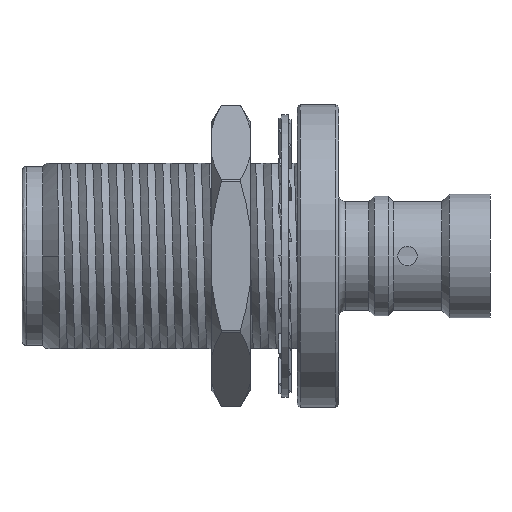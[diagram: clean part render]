
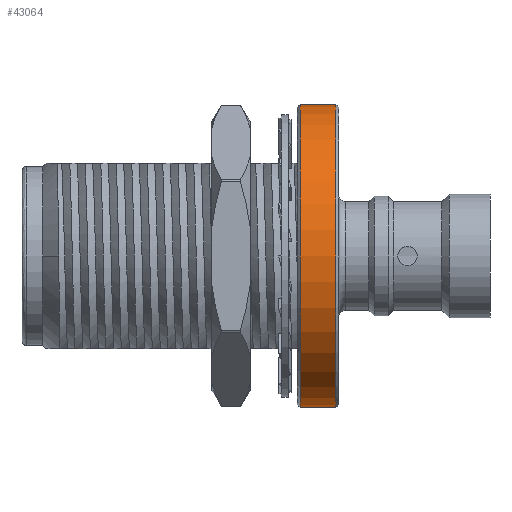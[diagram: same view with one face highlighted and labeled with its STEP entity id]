
A CAD part, front view. The second image highlights one B-rep face of the part: STEP entity #43064.
In plain terms, the highlighted cylindrical face has radius 11 mm (diameter 22 mm), a partial arc.
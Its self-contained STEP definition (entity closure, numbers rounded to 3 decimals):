
#1343 = ORIENTED_EDGE ( 'NONE', *, *, #27159, .T. ) ;
#3861 = CYLINDRICAL_SURFACE ( 'NONE', #17872, 11. ) ;
#4390 = DIRECTION ( 'NONE',  ( 1., 0., 0. ) ) ;
#4720 = DIRECTION ( 'NONE',  ( 1., 0., 0. ) ) ;
#5239 = DIRECTION ( 'NONE',  ( 0., 0., -1. ) ) ;
#5437 = DIRECTION ( 'NONE',  ( 1., 0., 0. ) ) ;
#5770 = VERTEX_POINT ( 'NONE', #33540 ) ;
#6586 = ORIENTED_EDGE ( 'NONE', *, *, #21741, .F. ) ;
#9040 = CIRCLE ( 'NONE', #36725, 11. ) ;
#10138 = AXIS2_PLACEMENT_3D ( 'NONE', #52633, #4390, #5239 ) ;
#13831 = CIRCLE ( 'NONE', #10138, 11. ) ;
#15720 = DIRECTION ( 'NONE',  ( -1., 0., 0. ) ) ;
#17723 = FACE_OUTER_BOUND ( 'NONE', #55574, .T. ) ;
#17872 = AXIS2_PLACEMENT_3D ( 'NONE', #39398, #4720, #30148 ) ;
#18302 = ORIENTED_EDGE ( 'NONE', *, *, #22929, .T. ) ;
#21741 = EDGE_CURVE ( 'NONE', #5770, #41157, #53965, .T. ) ;
#22580 = EDGE_CURVE ( 'NONE', #50023, #23015, #55564, .T. ) ;
#22929 = EDGE_CURVE ( 'NONE', #23015, #41157, #9040, .T. ) ;
#23015 = VERTEX_POINT ( 'NONE', #47483 ) ;
#27159 = EDGE_CURVE ( 'NONE', #5770, #50023, #13831, .T. ) ;
#29577 = CARTESIAN_POINT ( 'NONE',  ( 20., 0., -11. ) ) ;
#30148 = DIRECTION ( 'NONE',  ( 0., 0., -1. ) ) ;
#32799 = DIRECTION ( 'NONE',  ( 1., 0., 0. ) ) ;
#33347 = DIRECTION ( 'NONE',  ( 0., 0., -1. ) ) ;
#33540 = CARTESIAN_POINT ( 'NONE',  ( 20.2, 0., 11. ) ) ;
#34079 = ORIENTED_EDGE ( 'NONE', *, *, #22580, .T. ) ;
#36725 = AXIS2_PLACEMENT_3D ( 'NONE', #55286, #15720, #33347 ) ;
#39398 = CARTESIAN_POINT ( 'NONE',  ( 20., 0., 0. ) ) ;
#41157 = VERTEX_POINT ( 'NONE', #42097 ) ;
#42097 = CARTESIAN_POINT ( 'NONE',  ( 22.8, 0., 11. ) ) ;
#42273 = VECTOR ( 'NONE', #5437, 1000. ) ;
#43064 = ADVANCED_FACE ( 'NONE', ( #17723 ), #3861, .T. ) ;
#47483 = CARTESIAN_POINT ( 'NONE',  ( 22.8, 0., -11. ) ) ;
#50023 = VERTEX_POINT ( 'NONE', #50933 ) ;
#50933 = CARTESIAN_POINT ( 'NONE',  ( 20.2, 0., -11. ) ) ;
#52633 = CARTESIAN_POINT ( 'NONE',  ( 20.2, 0., 0. ) ) ;
#53965 = LINE ( 'NONE', #54248, #42273 ) ;
#54248 = CARTESIAN_POINT ( 'NONE',  ( 20., 0., 11. ) ) ;
#55161 = VECTOR ( 'NONE', #32799, 1000. ) ;
#55286 = CARTESIAN_POINT ( 'NONE',  ( 22.8, 0., 0. ) ) ;
#55564 = LINE ( 'NONE', #29577, #55161 ) ;
#55574 = EDGE_LOOP ( 'NONE', ( #6586, #1343, #34079, #18302 ) ) ;
